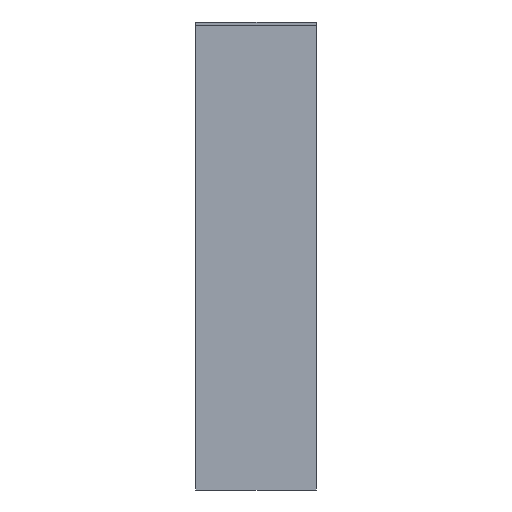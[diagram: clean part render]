
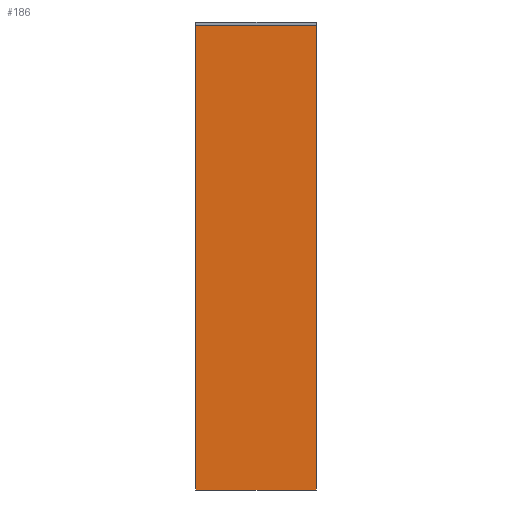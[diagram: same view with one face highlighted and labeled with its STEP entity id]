
A CAD part, left-side view. The second image highlights one B-rep face of the part: STEP entity #186.
In plain terms, the highlighted planar face has unit normal (-1, 0, 0).
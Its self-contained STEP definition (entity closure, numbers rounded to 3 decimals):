
#69 = EDGE_CURVE ( 'NONE', #2428, #1608, #192, .T. ) ;
#177 = CARTESIAN_POINT ( 'NONE',  ( 92., 26., -0.01 ) ) ;
#186 = ADVANCED_FACE ( 'NONE', ( #907 ), #2807, .F. ) ;
#192 = LINE ( 'NONE', #2246, #3078 ) ;
#332 = CARTESIAN_POINT ( 'NONE',  ( 92., -26., -200. ) ) ;
#340 = CARTESIAN_POINT ( 'NONE',  ( 92., -26., -198.49 ) ) ;
#399 = LINE ( 'NONE', #3139, #620 ) ;
#499 = CARTESIAN_POINT ( 'NONE',  ( 92., -26., -0.01 ) ) ;
#511 = EDGE_CURVE ( 'NONE', #892, #2829, #3042, .T. ) ;
#620 = VECTOR ( 'NONE', #3074, 1000. ) ;
#878 = ORIENTED_EDGE ( 'NONE', *, *, #3050, .F. ) ;
#892 = VERTEX_POINT ( 'NONE', #499 ) ;
#907 = FACE_OUTER_BOUND ( 'NONE', #2633, .T. ) ;
#938 = AXIS2_PLACEMENT_3D ( 'NONE', #1030, #1025, #1595 ) ;
#1025 = DIRECTION ( 'NONE',  ( 1., 0., 0. ) ) ;
#1030 = CARTESIAN_POINT ( 'NONE',  ( 92., 26., -198.49 ) ) ;
#1100 = CARTESIAN_POINT ( 'NONE',  ( 92., 26., -200. ) ) ;
#1120 = LINE ( 'NONE', #3202, #1904 ) ;
#1179 = DIRECTION ( 'NONE',  ( 0., 1., 0. ) ) ;
#1412 = DIRECTION ( 'NONE',  ( 0., 0., 1. ) ) ;
#1595 = DIRECTION ( 'NONE',  ( 0., 0., -1. ) ) ;
#1608 = VERTEX_POINT ( 'NONE', #177 ) ;
#1904 = VECTOR ( 'NONE', #1179, 1000. ) ;
#1907 = ORIENTED_EDGE ( 'NONE', *, *, #2992, .F. ) ;
#2137 = ORIENTED_EDGE ( 'NONE', *, *, #511, .F. ) ;
#2246 = CARTESIAN_POINT ( 'NONE',  ( 92., 26., -198.49 ) ) ;
#2428 = VERTEX_POINT ( 'NONE', #1100 ) ;
#2633 = EDGE_LOOP ( 'NONE', ( #2137, #1907, #2988, #878 ) ) ;
#2807 = PLANE ( 'NONE',  #938 ) ;
#2829 = VERTEX_POINT ( 'NONE', #332 ) ;
#2917 = VECTOR ( 'NONE', #3237, 1000. ) ;
#2988 = ORIENTED_EDGE ( 'NONE', *, *, #69, .F. ) ;
#2992 = EDGE_CURVE ( 'NONE', #1608, #892, #399, .T. ) ;
#3042 = LINE ( 'NONE', #340, #2917 ) ;
#3050 = EDGE_CURVE ( 'NONE', #2829, #2428, #1120, .T. ) ;
#3074 = DIRECTION ( 'NONE',  ( 0., -1., 0. ) ) ;
#3078 = VECTOR ( 'NONE', #1412, 1000. ) ;
#3139 = CARTESIAN_POINT ( 'NONE',  ( 92., 26., -0.01 ) ) ;
#3202 = CARTESIAN_POINT ( 'NONE',  ( 92., -28.135, -200. ) ) ;
#3237 = DIRECTION ( 'NONE',  ( 0., 0., -1. ) ) ;
